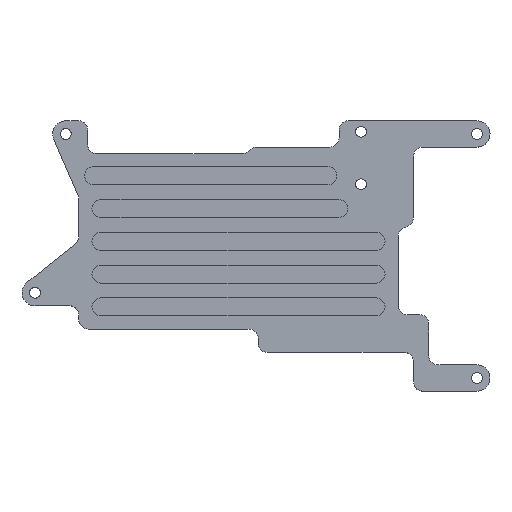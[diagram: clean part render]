
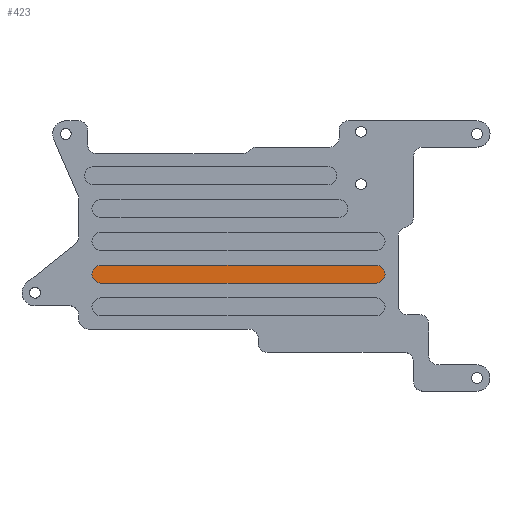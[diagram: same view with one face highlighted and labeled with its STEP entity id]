
A CAD part, top view. The second image highlights one B-rep face of the part: STEP entity #423.
In plain terms, the highlighted planar face has unit normal (0, 0, 1).
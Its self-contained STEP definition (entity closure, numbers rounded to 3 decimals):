
#18 = FACE_OUTER_BOUND ( 'NONE', #2928, .T. ) ;
#75 = DIRECTION ( 'NONE',  ( 0., 0., 1. ) ) ;
#112 = CIRCLE ( 'NONE', #2651, 2.05 ) ;
#207 = VERTEX_POINT ( 'NONE', #2092 ) ;
#234 = CARTESIAN_POINT ( 'NONE',  ( 11.05, 26.75, 6.35 ) ) ;
#263 = AXIS2_PLACEMENT_3D ( 'NONE', #2521, #75, #2743 ) ;
#264 = EDGE_CURVE ( 'NONE', #588, #207, #112, .T. ) ;
#365 = ORIENTED_EDGE ( 'NONE', *, *, #264, .T. ) ;
#423 = ADVANCED_FACE ( 'NONE', ( #18 ), #1345, .T. ) ;
#491 = DIRECTION ( 'NONE',  ( 1., 0., 0. ) ) ;
#523 = EDGE_CURVE ( 'NONE', #1242, #588, #1541, .T. ) ;
#588 = VERTEX_POINT ( 'NONE', #2058 ) ;
#602 = CARTESIAN_POINT ( 'NONE',  ( 76., 26.75, 6.35 ) ) ;
#707 = EDGE_CURVE ( 'NONE', #2847, #1852, #1701, .T. ) ;
#856 = EDGE_CURVE ( 'NONE', #207, #2847, #1992, .T. ) ;
#995 = CARTESIAN_POINT ( 'NONE',  ( 11.05, 24.7, 6.35 ) ) ;
#1006 = CARTESIAN_POINT ( 'NONE',  ( 73.95, 28.8, 6.35 ) ) ;
#1052 = DIRECTION ( 'NONE',  ( -1., 0., 0. ) ) ;
#1176 = CARTESIAN_POINT ( 'NONE',  ( 73.95, 26.75, 6.35 ) ) ;
#1198 = DIRECTION ( 'NONE',  ( 0., 0., 1. ) ) ;
#1242 = VERTEX_POINT ( 'NONE', #1006 ) ;
#1345 = PLANE ( 'NONE',  #263 ) ;
#1541 = LINE ( 'NONE', #2486, #2014 ) ;
#1645 = DIRECTION ( 'NONE',  ( 0., 0., 1. ) ) ;
#1701 = CIRCLE ( 'NONE', #1907, 2.05 ) ;
#1777 = DIRECTION ( 'NONE',  ( 0., 0., 1. ) ) ;
#1852 = VERTEX_POINT ( 'NONE', #602 ) ;
#1907 = AXIS2_PLACEMENT_3D ( 'NONE', #2227, #1777, #1978 ) ;
#1941 = ORIENTED_EDGE ( 'NONE', *, *, #707, .T. ) ;
#1944 = EDGE_CURVE ( 'NONE', #1852, #1242, #1963, .T. ) ;
#1955 = DIRECTION ( 'NONE',  ( 1., 0., 0. ) ) ;
#1963 = CIRCLE ( 'NONE', #2066, 2.05 ) ;
#1978 = DIRECTION ( 'NONE',  ( 1., 0., 0. ) ) ;
#1992 = LINE ( 'NONE', #995, #2006 ) ;
#2006 = VECTOR ( 'NONE', #1955, 1000. ) ;
#2014 = VECTOR ( 'NONE', #1052, 1000. ) ;
#2058 = CARTESIAN_POINT ( 'NONE',  ( 11.05, 28.8, 6.35 ) ) ;
#2066 = AXIS2_PLACEMENT_3D ( 'NONE', #1176, #1645, #491 ) ;
#2092 = CARTESIAN_POINT ( 'NONE',  ( 11.05, 24.7, 6.35 ) ) ;
#2140 = DIRECTION ( 'NONE',  ( 1., 0., 0. ) ) ;
#2227 = CARTESIAN_POINT ( 'NONE',  ( 73.95, 26.75, 6.35 ) ) ;
#2486 = CARTESIAN_POINT ( 'NONE',  ( 11.05, 28.8, 6.35 ) ) ;
#2521 = CARTESIAN_POINT ( 'NONE',  ( 11.05, 26.75, 6.35 ) ) ;
#2549 = ORIENTED_EDGE ( 'NONE', *, *, #1944, .T. ) ;
#2651 = AXIS2_PLACEMENT_3D ( 'NONE', #234, #1198, #2140 ) ;
#2669 = CARTESIAN_POINT ( 'NONE',  ( 73.95, 24.7, 6.35 ) ) ;
#2743 = DIRECTION ( 'NONE',  ( 1., 0., 0. ) ) ;
#2847 = VERTEX_POINT ( 'NONE', #2669 ) ;
#2919 = ORIENTED_EDGE ( 'NONE', *, *, #523, .T. ) ;
#2928 = EDGE_LOOP ( 'NONE', ( #365, #3009, #1941, #2549, #2919 ) ) ;
#3009 = ORIENTED_EDGE ( 'NONE', *, *, #856, .T. ) ;
